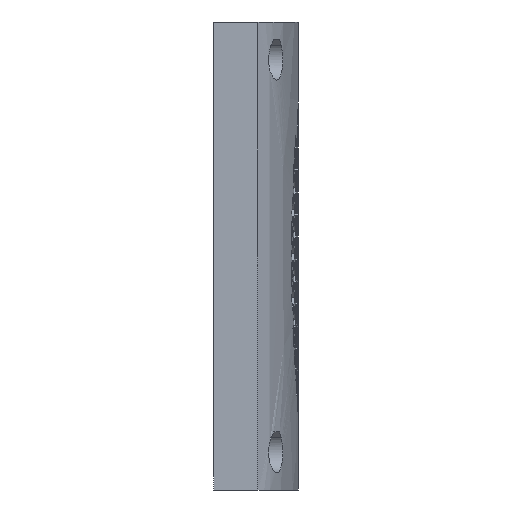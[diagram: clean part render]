
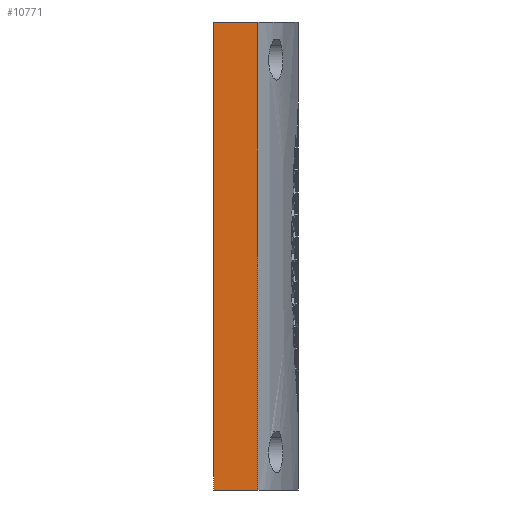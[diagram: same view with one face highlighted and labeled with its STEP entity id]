
A CAD part, left-side view. The second image highlights one B-rep face of the part: STEP entity #10771.
In plain terms, the highlighted planar face has unit normal (-1, 0, 0).
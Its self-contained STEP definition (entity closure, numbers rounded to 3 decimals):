
#940=FACE_OUTER_BOUND('',#1591,.T.);
#1591=EDGE_LOOP('',(#9519,#9520,#9521,#9522));
#2600=LINE('',#19134,#3558);
#2602=LINE('',#19144,#3560);
#2603=LINE('',#19146,#3561);
#2604=LINE('',#19147,#3562);
#3558=VECTOR('',#13579,10.);
#3560=VECTOR('',#13583,10.);
#3561=VECTOR('',#13584,10.);
#3562=VECTOR('',#13585,10.);
#5065=VERTEX_POINT('',#19130);
#5067=VERTEX_POINT('',#19133);
#5068=VERTEX_POINT('',#19143);
#5069=VERTEX_POINT('',#19145);
#6637=EDGE_CURVE('',#5067,#5065,#2600,.T.);
#6640=EDGE_CURVE('',#5068,#5065,#2602,.T.);
#6641=EDGE_CURVE('',#5068,#5069,#2603,.T.);
#6642=EDGE_CURVE('',#5069,#5067,#2604,.T.);
#9519=ORIENTED_EDGE('',*,*,#6637,.T.);
#9520=ORIENTED_EDGE('',*,*,#6640,.F.);
#9521=ORIENTED_EDGE('',*,*,#6641,.T.);
#9522=ORIENTED_EDGE('',*,*,#6642,.T.);
#10262=PLANE('',#11401);
#10771=ADVANCED_FACE('',(#940),#10262,.T.);
#11401=AXIS2_PLACEMENT_3D('',#19142,#13581,#13582);
#13579=DIRECTION('',(0.,1.,0.));
#13581=DIRECTION('center_axis',(-1.,0.,0.));
#13582=DIRECTION('ref_axis',(0.,-1.,0.));
#13583=DIRECTION('',(0.,0.,1.));
#13584=DIRECTION('',(0.,-1.,0.));
#13585=DIRECTION('',(0.,0.,1.));
#19130=CARTESIAN_POINT('',(-44.6,-41.5,74.5));
#19133=CARTESIAN_POINT('',(-44.6,-48.568,74.5));
#19134=CARTESIAN_POINT('',(-44.6,-44.875,74.5));
#19142=CARTESIAN_POINT('Origin',(-44.6,-41.5,0.));
#19143=CARTESIAN_POINT('',(-44.6,-41.5,0.));
#19144=CARTESIAN_POINT('',(-44.6,-41.5,0.));
#19145=CARTESIAN_POINT('',(-44.6,-48.568,0.));
#19146=CARTESIAN_POINT('',(-44.6,-41.5,0.));
#19147=CARTESIAN_POINT('',(-44.6,-48.568,0.));
